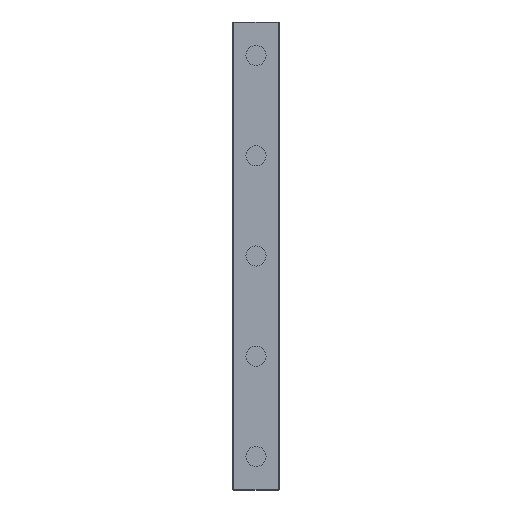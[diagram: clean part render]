
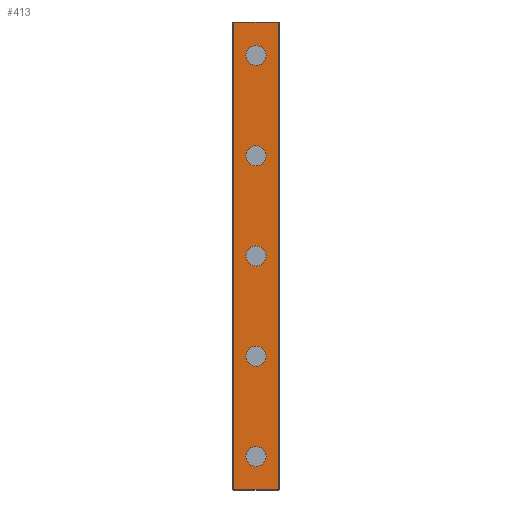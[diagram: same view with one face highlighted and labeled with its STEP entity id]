
A CAD part, top view. The second image highlights one B-rep face of the part: STEP entity #413.
In plain terms, the highlighted planar face has unit normal (0, 0, 1).
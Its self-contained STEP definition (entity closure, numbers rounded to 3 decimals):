
#413=ADVANCED_FACE('',(#844,#845,#846,#847,#848,#849),#850,.T.);
#844=FACE_BOUND('',#1291,.T.);
#845=FACE_BOUND('',#1292,.T.);
#846=FACE_BOUND('',#1293,.T.);
#847=FACE_BOUND('',#1294,.T.);
#848=FACE_BOUND('',#1295,.T.);
#849=FACE_OUTER_BOUND('',#1296,.T.);
#850=PLANE('',#1297);
#1291=EDGE_LOOP('',(#2477,#2478));
#1292=EDGE_LOOP('',(#2479,#2480));
#1293=EDGE_LOOP('',(#2481,#2482));
#1294=EDGE_LOOP('',(#2483,#2484));
#1295=EDGE_LOOP('',(#2485,#2486));
#1296=EDGE_LOOP('',(#2487,#2488,#2489,#2490));
#1297=AXIS2_PLACEMENT_3D('',#2491,#2492,#2493);
#2477=ORIENTED_EDGE('',*,*,#2682,.T.);
#2478=ORIENTED_EDGE('',*,*,#3039,.T.);
#2479=ORIENTED_EDGE('',*,*,#2672,.T.);
#2480=ORIENTED_EDGE('',*,*,#3045,.T.);
#2481=ORIENTED_EDGE('',*,*,#2662,.T.);
#2482=ORIENTED_EDGE('',*,*,#3051,.T.);
#2483=ORIENTED_EDGE('',*,*,#2652,.T.);
#2484=ORIENTED_EDGE('',*,*,#3057,.T.);
#2485=ORIENTED_EDGE('',*,*,#2642,.T.);
#2486=ORIENTED_EDGE('',*,*,#3063,.T.);
#2487=ORIENTED_EDGE('',*,*,#3026,.T.);
#2488=ORIENTED_EDGE('',*,*,#3093,.F.);
#2489=ORIENTED_EDGE('',*,*,#2908,.F.);
#2490=ORIENTED_EDGE('',*,*,#3091,.T.);
#2491=CARTESIAN_POINT('',(0.0,140.0,5.2));
#2492=DIRECTION('',(0.0,0.0,1.0));
#2493=DIRECTION('',(-1.0,0.0,-0.0));
#2642=EDGE_CURVE('',#3154,#3151,#3155,.T.);
#2652=EDGE_CURVE('',#3172,#3169,#3173,.T.);
#2662=EDGE_CURVE('',#3190,#3187,#3191,.T.);
#2672=EDGE_CURVE('',#3208,#3205,#3209,.T.);
#2682=EDGE_CURVE('',#3226,#3223,#3227,.T.);
#2908=EDGE_CURVE('',#3561,#3563,#3564,.T.);
#3026=EDGE_CURVE('',#3752,#3750,#3753,.T.);
#3039=EDGE_CURVE('',#3223,#3226,#3775,.T.);
#3045=EDGE_CURVE('',#3205,#3208,#3781,.T.);
#3051=EDGE_CURVE('',#3187,#3190,#3787,.T.);
#3057=EDGE_CURVE('',#3169,#3172,#3793,.T.);
#3063=EDGE_CURVE('',#3151,#3154,#3799,.T.);
#3091=EDGE_CURVE('',#3561,#3752,#3827,.T.);
#3093=EDGE_CURVE('',#3563,#3750,#3829,.T.);
#3151=VERTEX_POINT('',#3893);
#3154=VERTEX_POINT('',#3897);
#3155=CIRCLE('',#3898,3.0);
#3169=VERTEX_POINT('',#3915);
#3172=VERTEX_POINT('',#3919);
#3173=CIRCLE('',#3920,3.0);
#3187=VERTEX_POINT('',#3937);
#3190=VERTEX_POINT('',#3941);
#3191=CIRCLE('',#3942,3.0);
#3205=VERTEX_POINT('',#3959);
#3208=VERTEX_POINT('',#3963);
#3209=CIRCLE('',#3964,3.0);
#3223=VERTEX_POINT('',#3981);
#3226=VERTEX_POINT('',#3985);
#3227=CIRCLE('',#3986,3.0);
#3561=VERTEX_POINT('',#4450);
#3563=VERTEX_POINT('',#4453);
#3564=LINE('',#4454,#4455);
#3750=VERTEX_POINT('',#4719);
#3752=VERTEX_POINT('',#4722);
#3753=LINE('',#4723,#4724);
#3775=CIRCLE('',#4750,3.0);
#3781=CIRCLE('',#4756,3.0);
#3787=CIRCLE('',#4762,3.0);
#3793=CIRCLE('',#4768,3.0);
#3799=CIRCLE('',#4774,3.0);
#3827=LINE('',#4813,#4814);
#3829=LINE('',#4816,#4817);
#3893=CARTESIAN_POINT('',(3.0,10.0,5.2));
#3897=CARTESIAN_POINT('',(-3.0,10.0,5.2));
#3898=AXIS2_PLACEMENT_3D('',#4885,#4886,#4887);
#3915=CARTESIAN_POINT('',(3.0,40.0,5.2));
#3919=CARTESIAN_POINT('',(-3.0,40.0,5.2));
#3920=AXIS2_PLACEMENT_3D('',#4901,#4902,#4903);
#3937=CARTESIAN_POINT('',(3.0,70.0,5.2));
#3941=CARTESIAN_POINT('',(-3.0,70.0,5.2));
#3942=AXIS2_PLACEMENT_3D('',#4917,#4918,#4919);
#3959=CARTESIAN_POINT('',(3.0,100.0,5.2));
#3963=CARTESIAN_POINT('',(-3.0,100.0,5.2));
#3964=AXIS2_PLACEMENT_3D('',#4933,#4934,#4935);
#3981=CARTESIAN_POINT('',(3.0,130.0,5.2));
#3985=CARTESIAN_POINT('',(-3.0,130.0,5.2));
#3986=AXIS2_PLACEMENT_3D('',#4949,#4950,#4951);
#4450=CARTESIAN_POINT('',(-6.7,140.0,5.2));
#4453=CARTESIAN_POINT('',(6.7,140.0,5.2));
#4454=CARTESIAN_POINT('',(-6.7,140.0,5.2));
#4455=VECTOR('',#5182,1.0);
#4719=CARTESIAN_POINT('',(6.7,0.0,5.2));
#4722=CARTESIAN_POINT('',(-6.7,0.0,5.2));
#4723=CARTESIAN_POINT('',(-6.7,0.0,5.2));
#4724=VECTOR('',#5304,1.0);
#4750=AXIS2_PLACEMENT_3D('',#5330,#5331,#5332);
#4756=AXIS2_PLACEMENT_3D('',#5339,#5340,#5341);
#4762=AXIS2_PLACEMENT_3D('',#5348,#5349,#5350);
#4768=AXIS2_PLACEMENT_3D('',#5357,#5358,#5359);
#4774=AXIS2_PLACEMENT_3D('',#5366,#5367,#5368);
#4813=CARTESIAN_POINT('',(-6.7,140.0,5.2));
#4814=VECTOR('',#5386,1.0);
#4816=CARTESIAN_POINT('',(6.7,140.0,5.2));
#4817=VECTOR('',#5387,1.0);
#4885=CARTESIAN_POINT('',(0.0,10.0,5.2));
#4886=DIRECTION('',(0.0,0.0,-1.0));
#4887=DIRECTION('',(1.0,0.0,0.0));
#4901=CARTESIAN_POINT('',(0.0,40.0,5.2));
#4902=DIRECTION('',(0.0,0.0,-1.0));
#4903=DIRECTION('',(1.0,0.0,0.0));
#4917=CARTESIAN_POINT('',(0.0,70.0,5.2));
#4918=DIRECTION('',(0.0,0.0,-1.0));
#4919=DIRECTION('',(1.0,0.0,0.0));
#4933=CARTESIAN_POINT('',(0.0,100.0,5.2));
#4934=DIRECTION('',(0.0,0.0,-1.0));
#4935=DIRECTION('',(1.0,0.0,0.0));
#4949=CARTESIAN_POINT('',(0.0,130.0,5.2));
#4950=DIRECTION('',(0.0,0.0,-1.0));
#4951=DIRECTION('',(1.0,0.0,0.0));
#5182=DIRECTION('',(1.0,0.0,0.0));
#5304=DIRECTION('',(1.0,0.0,0.0));
#5330=CARTESIAN_POINT('',(0.0,130.0,5.2));
#5331=DIRECTION('',(0.0,0.0,-1.0));
#5332=DIRECTION('',(1.0,0.0,0.0));
#5339=CARTESIAN_POINT('',(0.0,100.0,5.2));
#5340=DIRECTION('',(0.0,0.0,-1.0));
#5341=DIRECTION('',(1.0,0.0,0.0));
#5348=CARTESIAN_POINT('',(0.0,70.0,5.2));
#5349=DIRECTION('',(0.0,0.0,-1.0));
#5350=DIRECTION('',(1.0,0.0,0.0));
#5357=CARTESIAN_POINT('',(0.0,40.0,5.2));
#5358=DIRECTION('',(0.0,0.0,-1.0));
#5359=DIRECTION('',(1.0,0.0,0.0));
#5366=CARTESIAN_POINT('',(0.0,10.0,5.2));
#5367=DIRECTION('',(0.0,0.0,-1.0));
#5368=DIRECTION('',(1.0,0.0,0.0));
#5386=DIRECTION('',(0.0,-1.0,0.0));
#5387=DIRECTION('',(0.0,-1.0,0.0));
